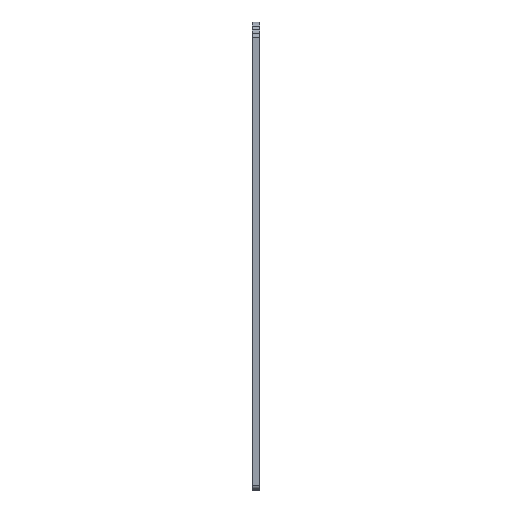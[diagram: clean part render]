
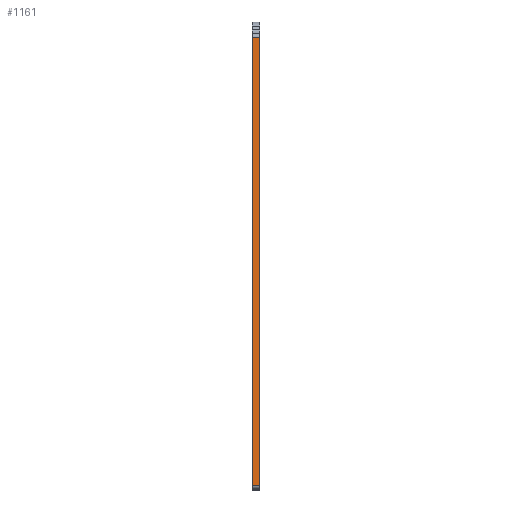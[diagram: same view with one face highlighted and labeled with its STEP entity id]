
A CAD part, top view. The second image highlights one B-rep face of the part: STEP entity #1161.
In plain terms, the highlighted planar face has unit normal (0, 0, 1).
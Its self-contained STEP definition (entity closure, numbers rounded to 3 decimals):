
#38 = DIRECTION ( 'NONE',  ( 0., -1., 0. ) ) ;
#78 = CARTESIAN_POINT ( 'NONE',  ( 3., 380., 178.5 ) ) ;
#196 = AXIS2_PLACEMENT_3D ( 'NONE', #78, #1414, #969 ) ;
#360 = VERTEX_POINT ( 'NONE', #4595 ) ;
#373 = VERTEX_POINT ( 'NONE', #4456 ) ;
#385 = VERTEX_POINT ( 'NONE', #4434 ) ;
#524 = DIRECTION ( 'NONE',  ( -1., 0., 0. ) ) ;
#535 = CARTESIAN_POINT ( 'NONE',  ( 3., 377., 178.5 ) ) ;
#552 = CARTESIAN_POINT ( 'NONE',  ( 3., 3., 178.5 ) ) ;
#581 = DIRECTION ( 'NONE',  ( 1., 0., 0. ) ) ;
#702 = VECTOR ( 'NONE', #581, 1000. ) ;
#969 = DIRECTION ( 'NONE',  ( 0., 1., 0. ) ) ;
#1161 = ADVANCED_FACE ( 'NONE', ( #1705 ), #4833, .F. ) ;
#1414 = DIRECTION ( 'NONE',  ( 0., 0., -1. ) ) ;
#1705 = FACE_OUTER_BOUND ( 'NONE', #3019, .T. ) ;
#1860 = LINE ( 'NONE', #535, #4007 ) ;
#1998 = VERTEX_POINT ( 'NONE', #4143 ) ;
#2554 = EDGE_CURVE ( 'NONE', #385, #360, #3759, .T. ) ;
#2607 = VECTOR ( 'NONE', #3563, 1000. ) ;
#2999 = LINE ( 'NONE', #552, #702 ) ;
#3019 = EDGE_LOOP ( 'NONE', ( #4668, #4711, #4767, #4777 ) ) ;
#3093 = CARTESIAN_POINT ( 'NONE',  ( 3., 380., 178.5 ) ) ;
#3563 = DIRECTION ( 'NONE',  ( 0., -1., 0. ) ) ;
#3625 = CARTESIAN_POINT ( 'NONE',  ( -3., 380., 178.5 ) ) ;
#3759 = LINE ( 'NONE', #3625, #2607 ) ;
#4007 = VECTOR ( 'NONE', #524, 1000. ) ;
#4143 = CARTESIAN_POINT ( 'NONE',  ( 3., 377., 178.5 ) ) ;
#4334 = LINE ( 'NONE', #3093, #5479 ) ;
#4434 = CARTESIAN_POINT ( 'NONE',  ( -3., 377., 178.5 ) ) ;
#4456 = CARTESIAN_POINT ( 'NONE',  ( 3., 3., 178.5 ) ) ;
#4536 = EDGE_CURVE ( 'NONE', #360, #373, #2999, .T. ) ;
#4547 = EDGE_CURVE ( 'NONE', #1998, #385, #1860, .T. ) ;
#4595 = CARTESIAN_POINT ( 'NONE',  ( -3., 3., 178.5 ) ) ;
#4668 = ORIENTED_EDGE ( 'NONE', *, *, #2554, .T. ) ;
#4681 = EDGE_CURVE ( 'NONE', #1998, #373, #4334, .T. ) ;
#4711 = ORIENTED_EDGE ( 'NONE', *, *, #4536, .T. ) ;
#4767 = ORIENTED_EDGE ( 'NONE', *, *, #4681, .F. ) ;
#4777 = ORIENTED_EDGE ( 'NONE', *, *, #4547, .T. ) ;
#4833 = PLANE ( 'NONE',  #196 ) ;
#5479 = VECTOR ( 'NONE', #38, 1000. ) ;
